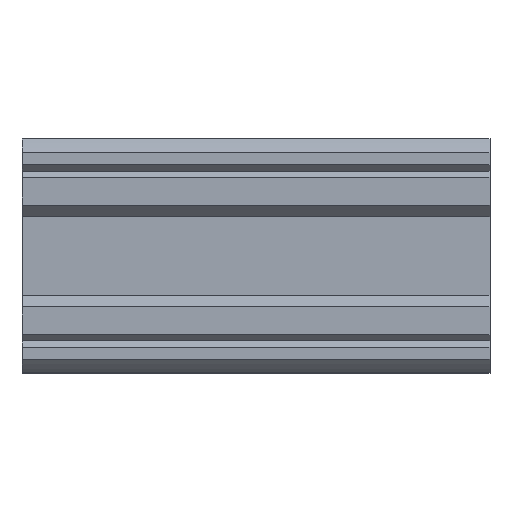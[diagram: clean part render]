
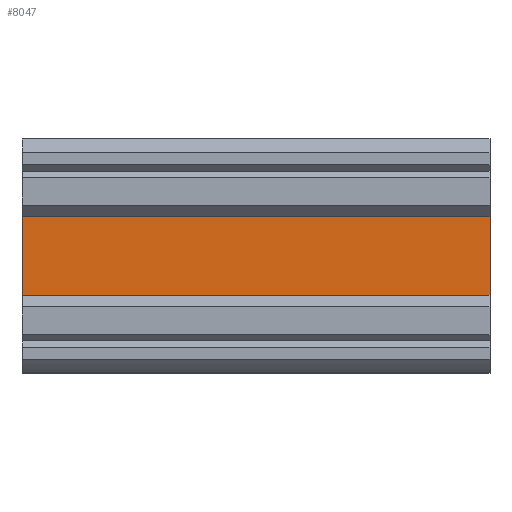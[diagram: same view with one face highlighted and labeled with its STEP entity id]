
A CAD part, left-side view. The second image highlights one B-rep face of the part: STEP entity #8047.
In plain terms, the highlighted planar face has unit normal (-1, 0, 0).
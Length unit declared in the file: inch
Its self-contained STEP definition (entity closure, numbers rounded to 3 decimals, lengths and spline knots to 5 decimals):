
#534 = ORIENTED_EDGE ( 'NONE', *, *, #31870, .F. ) ;
#1844 = DIRECTION ( 'NONE',  ( 1., 0., 0. ) ) ;
#3216 = CARTESIAN_POINT ( 'NONE',  ( -0.2145, 1.5, 0.18217 ) ) ;
#3949 = VECTOR ( 'NONE', #15607, 39.37008 ) ;
#5014 = ORIENTED_EDGE ( 'NONE', *, *, #20168, .T. ) ;
#7320 = LINE ( 'NONE', #15575, #21262 ) ;
#7414 = VECTOR ( 'NONE', #13653, 39.37008 ) ;
#8047 = ADVANCED_FACE ( 'NONE', ( #13727 ), #10009, .F. ) ;
#9794 = VERTEX_POINT ( 'NONE', #9892 ) ;
#9844 = LINE ( 'NONE', #17243, #27953 ) ;
#9892 = CARTESIAN_POINT ( 'NONE',  ( -0.2145, 0., -0.18217 ) ) ;
#10009 = PLANE ( 'NONE',  #33528 ) ;
#10303 = ORIENTED_EDGE ( 'NONE', *, *, #13332, .F. ) ;
#12389 = CARTESIAN_POINT ( 'NONE',  ( -0.2145, 0., 0.18217 ) ) ;
#13332 = EDGE_CURVE ( 'NONE', #32073, #14206, #31943, .T. ) ;
#13653 = DIRECTION ( 'NONE',  ( 0., -1., 0. ) ) ;
#13727 = FACE_OUTER_BOUND ( 'NONE', #31706, .T. ) ;
#14206 = VERTEX_POINT ( 'NONE', #22872 ) ;
#14531 = EDGE_CURVE ( 'NONE', #9794, #15631, #9844, .T. ) ;
#15575 = CARTESIAN_POINT ( 'NONE',  ( -0.2145, 1.5, -0.18217 ) ) ;
#15607 = DIRECTION ( 'NONE',  ( 0., 0., 1. ) ) ;
#15631 = VERTEX_POINT ( 'NONE', #12389 ) ;
#17243 = CARTESIAN_POINT ( 'NONE',  ( -0.2145, 0., 0. ) ) ;
#17380 = DIRECTION ( 'NONE',  ( 0., 0., -1. ) ) ;
#18454 = LINE ( 'NONE', #3216, #7414 ) ;
#20088 = ORIENTED_EDGE ( 'NONE', *, *, #14531, .T. ) ;
#20168 = EDGE_CURVE ( 'NONE', #32073, #9794, #7320, .T. ) ;
#20427 = CARTESIAN_POINT ( 'NONE',  ( -0.2145, 1.66603, 0. ) ) ;
#21262 = VECTOR ( 'NONE', #23504, 39.37008 ) ;
#22872 = CARTESIAN_POINT ( 'NONE',  ( -0.2145, 1.5, 0.18217 ) ) ;
#23504 = DIRECTION ( 'NONE',  ( 0., -1., 0. ) ) ;
#27695 = CARTESIAN_POINT ( 'NONE',  ( -0.2145, 1.5, -0.18217 ) ) ;
#27953 = VECTOR ( 'NONE', #30678, 39.37008 ) ;
#30678 = DIRECTION ( 'NONE',  ( 0., 0., 1. ) ) ;
#31375 = CARTESIAN_POINT ( 'NONE',  ( -0.2145, 1.5, 0. ) ) ;
#31706 = EDGE_LOOP ( 'NONE', ( #10303, #5014, #20088, #534 ) ) ;
#31870 = EDGE_CURVE ( 'NONE', #14206, #15631, #18454, .T. ) ;
#31943 = LINE ( 'NONE', #31375, #3949 ) ;
#32073 = VERTEX_POINT ( 'NONE', #27695 ) ;
#33528 = AXIS2_PLACEMENT_3D ( 'NONE', #20427, #1844, #17380 ) ;
